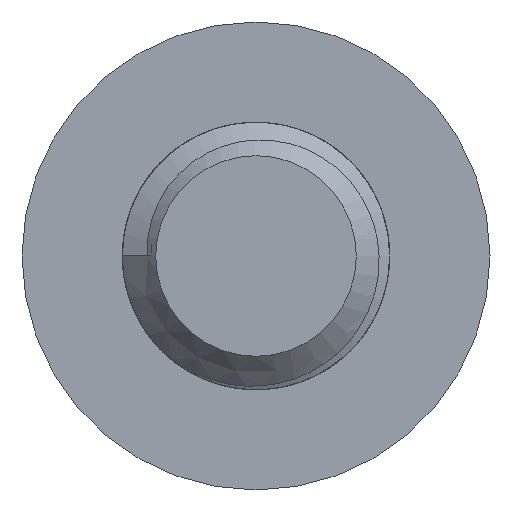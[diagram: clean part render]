
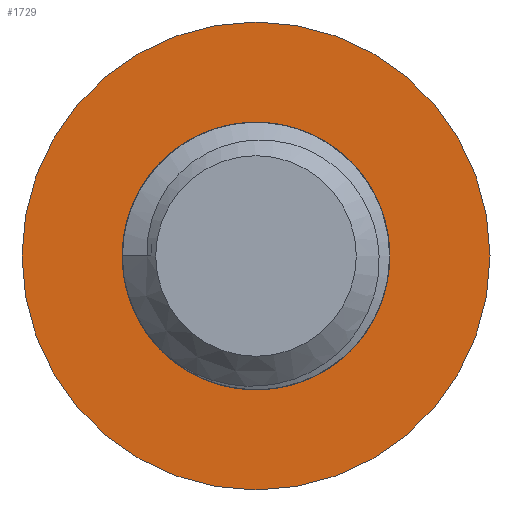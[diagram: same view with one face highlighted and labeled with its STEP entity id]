
A CAD part, left-side view. The second image highlights one B-rep face of the part: STEP entity #1729.
In plain terms, the highlighted face is planar.
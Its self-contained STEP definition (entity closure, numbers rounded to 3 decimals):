
#23=PLANE('',#1855);
#35=FACE_BOUND('',#311,.T.);
#117=CIRCLE('',#1801,3.);
#118=CIRCLE('',#1803,3.);
#121=CIRCLE('',#1841,5.25);
#130=CIRCLE('',#1856,3.);
#210=FACE_OUTER_BOUND('',#310,.T.);
#310=EDGE_LOOP('',(#1357));
#311=EDGE_LOOP('',(#1358,#1359,#1360));
#681=VERTEX_POINT('',#3577);
#683=VERTEX_POINT('',#3580);
#686=VERTEX_POINT('',#3619);
#758=VERTEX_POINT('',#6181);
#890=EDGE_CURVE('',#681,#683,#117,.T.);
#894=EDGE_CURVE('',#683,#686,#118,.T.);
#1001=EDGE_CURVE('',#758,#758,#121,.T.);
#1015=EDGE_CURVE('',#686,#681,#130,.T.);
#1357=ORIENTED_EDGE('',*,*,#1001,.F.);
#1358=ORIENTED_EDGE('',*,*,#894,.F.);
#1359=ORIENTED_EDGE('',*,*,#890,.F.);
#1360=ORIENTED_EDGE('',*,*,#1015,.F.);
#1729=ADVANCED_FACE('',(#210,#35),#23,.F.);
#1801=AXIS2_PLACEMENT_3D('',#3581,#1994,#1995);
#1803=AXIS2_PLACEMENT_3D('',#3620,#1999,#2000);
#1841=AXIS2_PLACEMENT_3D('',#6183,#2109,#2110);
#1855=AXIS2_PLACEMENT_3D('',#6286,#2139,#2140);
#1856=AXIS2_PLACEMENT_3D('',#6287,#2141,#2142);
#1994=DIRECTION('center_axis',(0.,0.,-1.));
#1995=DIRECTION('ref_axis',(1.,0.,0.));
#1999=DIRECTION('center_axis',(0.,0.,-1.));
#2000=DIRECTION('ref_axis',(1.,0.,0.));
#2109=DIRECTION('center_axis',(0.,0.,1.));
#2110=DIRECTION('ref_axis',(1.,0.,0.));
#2139=DIRECTION('center_axis',(0.,0.,1.));
#2140=DIRECTION('ref_axis',(1.,0.,0.));
#2141=DIRECTION('center_axis',(0.,0.,-1.));
#2142=DIRECTION('ref_axis',(1.,0.,0.));
#3577=CARTESIAN_POINT('',(0.,-3.,-3.3));
#3580=CARTESIAN_POINT('',(-3.,0.,-3.3));
#3581=CARTESIAN_POINT('Origin',(0.,0.,-3.3));
#3619=CARTESIAN_POINT('',(-2.121,2.121,-3.3));
#3620=CARTESIAN_POINT('Origin',(0.,0.,-3.3));
#6181=CARTESIAN_POINT('',(-5.25,0.,-3.3));
#6183=CARTESIAN_POINT('Origin',(0.,0.,-3.3));
#6286=CARTESIAN_POINT('Origin',(0.,-5.25,-3.3));
#6287=CARTESIAN_POINT('Origin',(0.,0.,-3.3));
